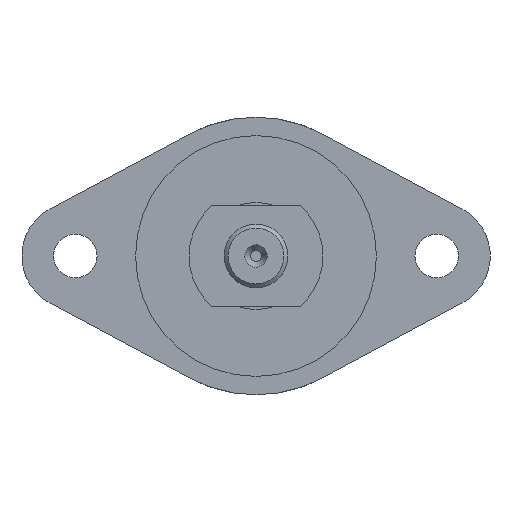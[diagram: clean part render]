
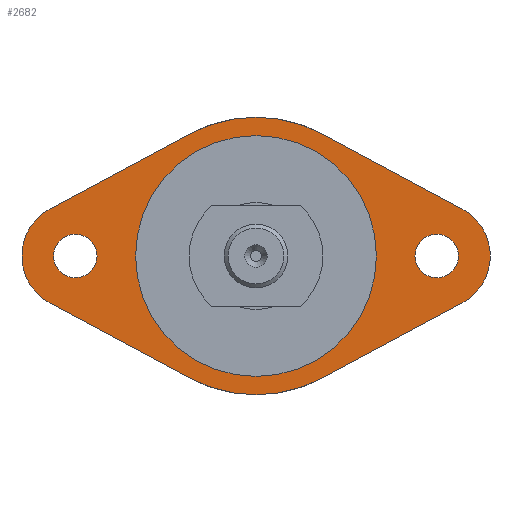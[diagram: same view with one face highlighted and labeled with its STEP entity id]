
A CAD part, left-side view. The second image highlights one B-rep face of the part: STEP entity #2682.
In plain terms, the highlighted planar face has unit normal (-1, 0, 0).
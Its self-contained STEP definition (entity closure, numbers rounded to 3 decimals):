
#230=FACE_BOUND('',#557,.T.);
#231=FACE_BOUND('',#558,.T.);
#232=FACE_BOUND('',#559,.T.);
#274=PLANE('',#2907);
#400=FACE_OUTER_BOUND('',#556,.T.);
#556=EDGE_LOOP('',(#2107,#2108,#2109,#2110,#2111,#2112,#2113,#2114));
#557=EDGE_LOOP('',(#2115));
#558=EDGE_LOOP('',(#2116));
#559=EDGE_LOOP('',(#2117));
#721=LINE('',#4038,#972);
#722=LINE('',#4041,#973);
#723=LINE('',#4043,#974);
#724=LINE('',#4046,#975);
#972=VECTOR('',#3300,10.);
#973=VECTOR('',#3303,10.);
#974=VECTOR('',#3304,10.);
#975=VECTOR('',#3307,10.);
#1220=CIRCLE('',#2903,20.75);
#1222=CIRCLE('',#2905,20.75);
#1224=CIRCLE('',#2908,8.);
#1225=CIRCLE('',#2909,8.);
#1226=CIRCLE('',#2910,3.25);
#1227=CIRCLE('',#2911,3.25);
#1228=CIRCLE('',#2912,18.);
#1331=VERTEX_POINT('',#4021);
#1332=VERTEX_POINT('',#4023);
#1335=VERTEX_POINT('',#4029);
#1336=VERTEX_POINT('',#4031);
#1338=VERTEX_POINT('',#4037);
#1339=VERTEX_POINT('',#4039);
#1340=VERTEX_POINT('',#4042);
#1341=VERTEX_POINT('',#4044);
#1342=VERTEX_POINT('',#4047);
#1343=VERTEX_POINT('',#4049);
#1344=VERTEX_POINT('',#4051);
#1616=EDGE_CURVE('',#1331,#1332,#1220,.T.);
#1620=EDGE_CURVE('',#1335,#1336,#1222,.T.);
#1623=EDGE_CURVE('',#1338,#1331,#721,.T.);
#1624=EDGE_CURVE('',#1339,#1338,#1224,.T.);
#1625=EDGE_CURVE('',#1336,#1339,#722,.T.);
#1626=EDGE_CURVE('',#1335,#1340,#723,.T.);
#1627=EDGE_CURVE('',#1340,#1341,#1225,.T.);
#1628=EDGE_CURVE('',#1341,#1332,#724,.T.);
#1629=EDGE_CURVE('',#1342,#1342,#1226,.T.);
#1630=EDGE_CURVE('',#1343,#1343,#1227,.T.);
#1631=EDGE_CURVE('',#1344,#1344,#1228,.T.);
#2107=ORIENTED_EDGE('',*,*,#1616,.F.);
#2108=ORIENTED_EDGE('',*,*,#1623,.F.);
#2109=ORIENTED_EDGE('',*,*,#1624,.F.);
#2110=ORIENTED_EDGE('',*,*,#1625,.F.);
#2111=ORIENTED_EDGE('',*,*,#1620,.F.);
#2112=ORIENTED_EDGE('',*,*,#1626,.T.);
#2113=ORIENTED_EDGE('',*,*,#1627,.T.);
#2114=ORIENTED_EDGE('',*,*,#1628,.T.);
#2115=ORIENTED_EDGE('',*,*,#1629,.T.);
#2116=ORIENTED_EDGE('',*,*,#1630,.T.);
#2117=ORIENTED_EDGE('',*,*,#1631,.T.);
#2682=ADVANCED_FACE('',(#400,#230,#231,#232),#274,.T.);
#2903=AXIS2_PLACEMENT_3D('',#4024,#3287,#3288);
#2905=AXIS2_PLACEMENT_3D('',#4032,#3293,#3294);
#2907=AXIS2_PLACEMENT_3D('',#4036,#3298,#3299);
#2908=AXIS2_PLACEMENT_3D('',#4040,#3301,#3302);
#2909=AXIS2_PLACEMENT_3D('',#4045,#3305,#3306);
#2910=AXIS2_PLACEMENT_3D('',#4048,#3308,#3309);
#2911=AXIS2_PLACEMENT_3D('',#4050,#3310,#3311);
#2912=AXIS2_PLACEMENT_3D('',#4052,#3312,#3313);
#3287=DIRECTION('center_axis',(1.,0.,0.));
#3288=DIRECTION('ref_axis',(0.,-1.,0.));
#3293=DIRECTION('center_axis',(1.,0.,0.));
#3294=DIRECTION('ref_axis',(0.,-1.,0.));
#3298=DIRECTION('center_axis',(-1.,0.,0.));
#3299=DIRECTION('ref_axis',(0.,0.,
-1.));
#3300=DIRECTION('',(0.,-0.881,0.472));
#3301=DIRECTION('center_axis',(1.,0.,0.));
#3302=DIRECTION('ref_axis',(0.,-0.472,-0.881));
#3303=DIRECTION('',(0.,0.881,0.472));
#3304=DIRECTION('',(0.,-0.881,0.472));
#3305=DIRECTION('center_axis',(-1.,0.,0.));
#3306=DIRECTION('ref_axis',(0.,-0.472,-0.881));
#3307=DIRECTION('',(0.,0.881,0.472));
#3308=DIRECTION('center_axis',(1.,0.,0.));
#3309=DIRECTION('ref_axis',(0.,0.,1.));
#3310=DIRECTION('center_axis',(1.,0.,0.));
#3311=DIRECTION('ref_axis',(0.,0.,1.));
#3312=DIRECTION('center_axis',(1.,0.,0.));
#3313=DIRECTION('ref_axis',(0.,-1.,0.));
#4021=CARTESIAN_POINT('',(-82.,9.799,18.291));
#4023=CARTESIAN_POINT('',(-82.,-9.799,18.291));
#4024=CARTESIAN_POINT('Origin',(-82.,0.,
0.));
#4029=CARTESIAN_POINT('',(-82.,-9.799,-18.291));
#4031=CARTESIAN_POINT('',(-82.,9.799,-18.291));
#4032=CARTESIAN_POINT('Origin',(-82.,0.,
0.));
#4036=CARTESIAN_POINT('Origin',(-82.,-19.375,0.));
#4037=CARTESIAN_POINT('',(-82.,30.778,7.052));
#4038=CARTESIAN_POINT('',(-82.,30.778,7.052));
#4039=CARTESIAN_POINT('',(-82.,30.778,-7.052));
#4040=CARTESIAN_POINT('Origin',(-82.,27.,0.));
#4041=CARTESIAN_POINT('',(-82.,9.799,-18.291));
#4042=CARTESIAN_POINT('',(-82.,-30.778,-7.052));
#4043=CARTESIAN_POINT('',(-82.,-9.799,-18.291));
#4044=CARTESIAN_POINT('',(-82.,-30.778,7.052));
#4045=CARTESIAN_POINT('Origin',(-82.,-27.,0.));
#4046=CARTESIAN_POINT('',(-82.,-30.778,7.052));
#4047=CARTESIAN_POINT('',(-82.,-27.,-3.25));
#4048=CARTESIAN_POINT('Origin',(-82.,-27.,0.));
#4049=CARTESIAN_POINT('',(-82.,27.,-3.25));
#4050=CARTESIAN_POINT('Origin',(-82.,27.,0.));
#4051=CARTESIAN_POINT('',(-82.,18.,0.));
#4052=CARTESIAN_POINT('Origin',(-82.,0.,
0.));
